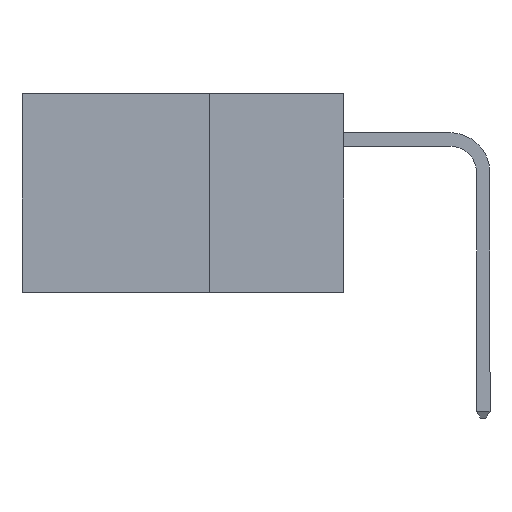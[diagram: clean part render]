
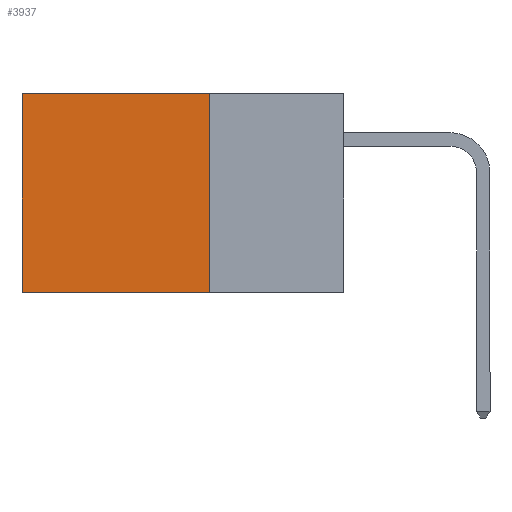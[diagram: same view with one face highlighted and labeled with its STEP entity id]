
A CAD part, left-side view. The second image highlights one B-rep face of the part: STEP entity #3937.
In plain terms, the highlighted planar face has unit normal (-1, 0, 0).
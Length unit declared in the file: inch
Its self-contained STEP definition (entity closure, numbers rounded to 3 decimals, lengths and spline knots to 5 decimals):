
#699 = FACE_OUTER_BOUND ( 'NONE', #2935, .T. ) ;
#858 = EDGE_CURVE ( 'NONE', #2796, #2198, #5710, .T. ) ;
#1120 = CARTESIAN_POINT ( 'NONE',  ( 0.2615, 0.6, -0.37 ) ) ;
#1269 = VERTEX_POINT ( 'NONE', #5822 ) ;
#1650 = LINE ( 'NONE', #3997, #6744 ) ;
#1659 = ORIENTED_EDGE ( 'NONE', *, *, #6252, .F. ) ;
#2198 = VERTEX_POINT ( 'NONE', #1120 ) ;
#2405 = CARTESIAN_POINT ( 'NONE',  ( 0.2615, 0.25, -0.37 ) ) ;
#2477 = DIRECTION ( 'NONE',  ( 0., 1., 0. ) ) ;
#2612 = PLANE ( 'NONE',  #2793 ) ;
#2633 = DIRECTION ( 'NONE',  ( 0., 0., -1. ) ) ;
#2674 = ORIENTED_EDGE ( 'NONE', *, *, #858, .F. ) ;
#2793 = AXIS2_PLACEMENT_3D ( 'NONE', #5938, #4576, #3339 ) ;
#2796 = VERTEX_POINT ( 'NONE', #4556 ) ;
#2935 = EDGE_LOOP ( 'NONE', ( #7965, #2674, #1659, #6884 ) ) ;
#3245 = EDGE_CURVE ( 'NONE', #5733, #1269, #3916, .T. ) ;
#3339 = DIRECTION ( 'NONE',  ( 0., 0., -1. ) ) ;
#3834 = CARTESIAN_POINT ( 'NONE',  ( 0.2615, 0.25, 0. ) ) ;
#3916 = LINE ( 'NONE', #7312, #4718 ) ;
#3937 = ADVANCED_FACE ( 'NONE', ( #699 ), #2612, .F. ) ;
#3997 = CARTESIAN_POINT ( 'NONE',  ( 0.2615, 0.25, -0.37 ) ) ;
#4280 = DIRECTION ( 'NONE',  ( 0., 0., -1. ) ) ;
#4344 = VECTOR ( 'NONE', #2633, 39.37008 ) ;
#4442 = EDGE_CURVE ( 'NONE', #1269, #2198, #7778, .T. ) ;
#4556 = CARTESIAN_POINT ( 'NONE',  ( 0.2615, 0.25, -0.37 ) ) ;
#4576 = DIRECTION ( 'NONE',  ( 1., 0., 0. ) ) ;
#4718 = VECTOR ( 'NONE', #8033, 39.37008 ) ;
#5196 = CARTESIAN_POINT ( 'NONE',  ( 0.2615, 0.6, -0.37 ) ) ;
#5710 = LINE ( 'NONE', #2405, #5803 ) ;
#5733 = VERTEX_POINT ( 'NONE', #3834 ) ;
#5803 = VECTOR ( 'NONE', #2477, 39.37008 ) ;
#5822 = CARTESIAN_POINT ( 'NONE',  ( 0.2615, 0.6, 0. ) ) ;
#5938 = CARTESIAN_POINT ( 'NONE',  ( 0.2615, 0.25, -0.37 ) ) ;
#6252 = EDGE_CURVE ( 'NONE', #5733, #2796, #1650, .T. ) ;
#6744 = VECTOR ( 'NONE', #4280, 39.37008 ) ;
#6884 = ORIENTED_EDGE ( 'NONE', *, *, #3245, .T. ) ;
#7312 = CARTESIAN_POINT ( 'NONE',  ( 0.2615, 0.25, 0. ) ) ;
#7778 = LINE ( 'NONE', #5196, #4344 ) ;
#7965 = ORIENTED_EDGE ( 'NONE', *, *, #4442, .T. ) ;
#8033 = DIRECTION ( 'NONE',  ( 0., 1., 0. ) ) ;
